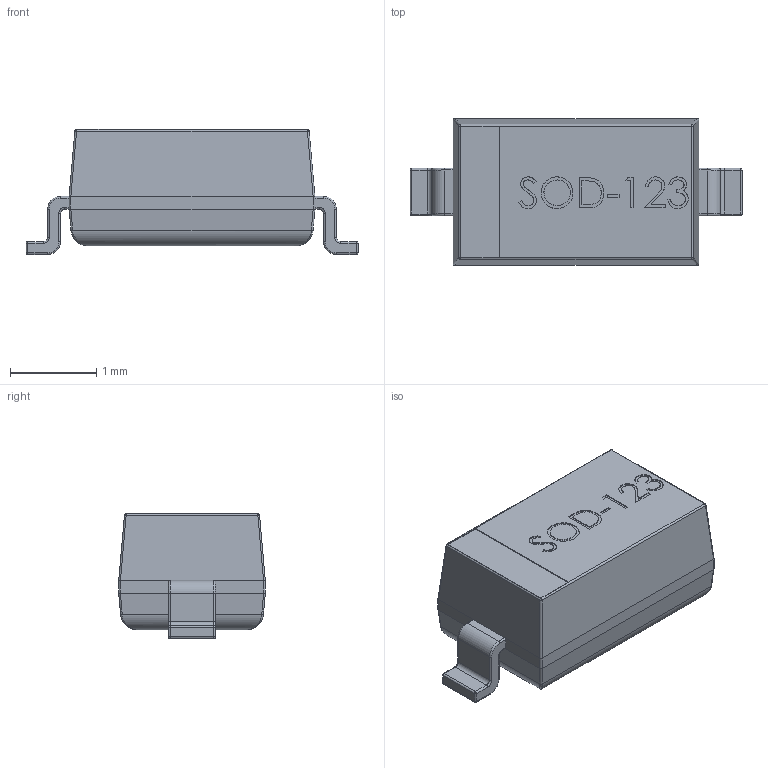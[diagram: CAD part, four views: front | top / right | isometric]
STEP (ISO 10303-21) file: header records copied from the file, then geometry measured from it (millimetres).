
FILE_DESCRIPTION (( 'STEP AP214' ), '1' );
FILE_NAME ('User Library-SOD-123_DiodesInc.STEP', '2010-10-17T13:30:50', ( 'sysAdmin' ), ( 'SolidWorks' ), 'SwSTEP 2.0', 'SolidWorks 2010', '' );
FILE_SCHEMA (( 'AUTOMOTIVE_DESIGN' ));
Length unit declared in the file: millimetre
Products named in the file (1): User Library-SOD-123_DiodesInc
Bounding box: 3.85 x 1.7 x 1.45 mm (x, y, z)
Volume: 6.3 mm3; surface area: 22.8 mm2
Topology: 1 solids, 1 shells, 217 faces, 538 edges, 320 vertices
Faces by surface type: plane 75, cylinder 60, bspline 54, torus 16, sphere 12
Entity records: 12523 total; most frequent: CARTESIAN_POINT 5930, ORIENTED_EDGE 1052, DIRECTION 850, EDGE_CURVE 526, VERTEX_POINT 320, VECTOR 298, LINE 298, AXIS2_PLACEMENT_3D 276
